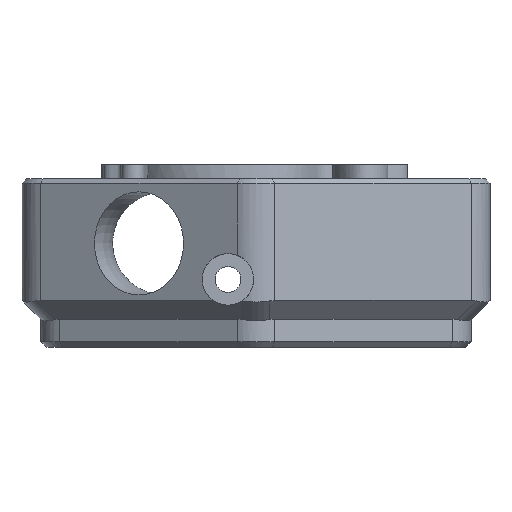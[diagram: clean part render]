
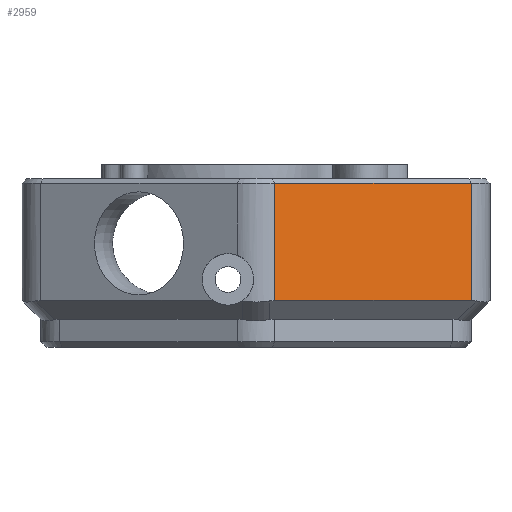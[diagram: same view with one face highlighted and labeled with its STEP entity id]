
A CAD part, left-side view. The second image highlights one B-rep face of the part: STEP entity #2959.
In plain terms, the highlighted planar face has unit normal (-0.866, -0.5, 0).
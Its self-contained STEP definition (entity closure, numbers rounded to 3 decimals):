
#206=PLANE('',#3207);
#331=FACE_OUTER_BOUND('',#512,.T.);
#512=EDGE_LOOP('',(#2343,#2344,#2345,#2346));
#713=LINE('',#5835,#991);
#732=LINE('',#5888,#1010);
#733=LINE('',#5896,#1011);
#734=LINE('',#5897,#1012);
#991=VECTOR('',#3673,10.);
#1010=VECTOR('',#3738,10.);
#1011=VECTOR('',#3747,10.);
#1012=VECTOR('',#3748,10.);
#1374=VERTEX_POINT('',#5831);
#1375=VERTEX_POINT('',#5833);
#1386=VERTEX_POINT('',#5887);
#1389=VERTEX_POINT('',#5895);
#1705=EDGE_CURVE('',#1375,#1374,#713,.T.);
#1732=EDGE_CURVE('',#1386,#1374,#732,.T.);
#1736=EDGE_CURVE('',#1389,#1375,#733,.T.);
#1737=EDGE_CURVE('',#1389,#1386,#734,.T.);
#2343=ORIENTED_EDGE('',*,*,#1705,.F.);
#2344=ORIENTED_EDGE('',*,*,#1736,.F.);
#2345=ORIENTED_EDGE('',*,*,#1737,.T.);
#2346=ORIENTED_EDGE('',*,*,#1732,.T.);
#2959=ADVANCED_FACE('',(#331),#206,.T.);
#3207=AXIS2_PLACEMENT_3D('',#5894,#3745,#3746);
#3673=DIRECTION('',(0.5,-0.866,0.));
#3738=DIRECTION('',(0.,0.,1.));
#3745=DIRECTION('center_axis',(-0.866,-0.5,0.));
#3746=DIRECTION('ref_axis',(0.5,-0.866,0.));
#3747=DIRECTION('',(0.,0.,1.));
#3748=DIRECTION('',(0.5,-0.866,0.));
#5831=CARTESIAN_POINT('',(-15.588,32.,12.5));
#5833=CARTESIAN_POINT('',(-27.713,53.,12.5));
#5835=CARTESIAN_POINT('',(-25.259,48.75,12.5));
#5887=CARTESIAN_POINT('',(-15.588,32.,0.));
#5888=CARTESIAN_POINT('',(-15.588,32.,5.));
#5894=CARTESIAN_POINT('Origin',(-28.868,55.,0.));
#5895=CARTESIAN_POINT('',(-27.713,53.,0.));
#5896=CARTESIAN_POINT('',(-27.713,53.,5.));
#5897=CARTESIAN_POINT('',(-28.868,55.,0.));
